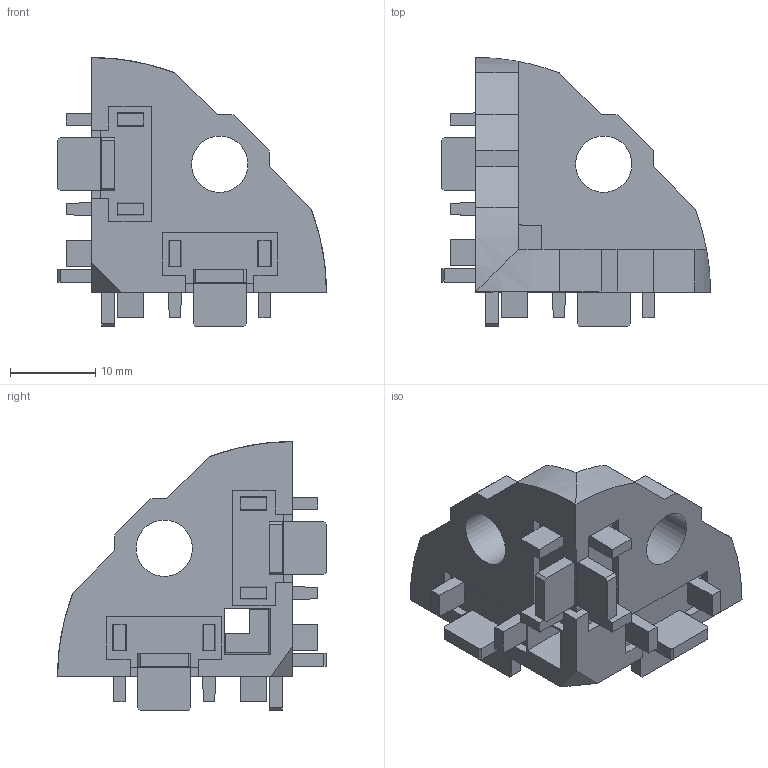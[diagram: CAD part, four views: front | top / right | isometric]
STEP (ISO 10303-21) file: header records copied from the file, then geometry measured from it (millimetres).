
FILE_DESCRIPTION(('FreeCAD Model'),'2;1');
FILE_NAME('Open CASCADE Shape Model','2024-03-18T16:27:21',(''),(''), 'Open CASCADE STEP processor 7.6','FreeCAD','Unknown');
FILE_SCHEMA(('AUTOMOTIVE_DESIGN { 1 0 10303 214 1 1 1 1 }'));
Length unit declared in the file: millimetre
Products named in the file (1): STI6-C30
Bounding box: 31.5 x 31.5 x 31.5 mm (x, y, z)
Volume: 5894.1 mm3; surface area: 4480.6 mm2
Topology: 1 solids, 1 shells, 186 faces, 496 edges, 329 vertices
Faces by surface type: plane 177, cylinder 9
Full cylindrical faces by diameter (mm): 6.6 x3
Entity records: 12297 total; most frequent: CARTESIAN_POINT 2151, DIRECTION 1875, LINE 1438, VECTOR 1438, ORIENTED_EDGE 992, PCURVE 992, DEFINITIONAL_REPRESENTATION 992, EDGE_CURVE 496
